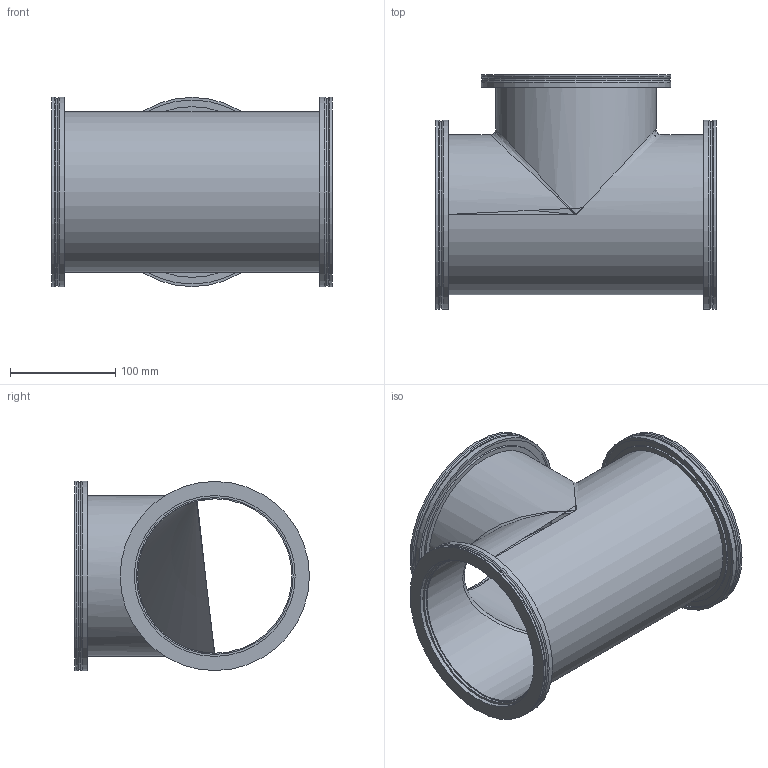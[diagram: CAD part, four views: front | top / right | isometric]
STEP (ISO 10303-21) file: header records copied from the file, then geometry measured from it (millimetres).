
FILE_DESCRIPTION (( 'STEP AP214' ), '1' );
FILE_NAME ('TE1ISOK160 FULLVAC.STEP', '2019-10-16T12:01:22', ( '' ), ( '' ), 'SwSTEP 2.0', 'SolidWorks 2017', '' );
FILE_SCHEMA (( 'AUTOMOTIVE_DESIGN' ));
Length unit declared in the file: millimetre
Products named in the file (3): TE1ISOK160 FULLVAC; 2^TE1ISOK160 FULLVAC; 1^TE1ISOK160 FULLVAC
Assembly tree (4 placements, depth 2):
  TE1ISOK160 FULLVAC
    1^TE1ISOK160 FULLVAC
    2^TE1ISOK160 FULLVAC  x3
Bounding box: 266.6 x 223.3 x 180 mm (x, y, z)
Volume: 603060.2 mm3; surface area: 366081.4 mm2
Topology: 4 solids, 4 shells, 65 faces, 136 edges, 82 vertices
Faces by surface type: cylinder 25, plane 21, torus 12, bspline 4, cone 3
Full cylindrical faces by diameter (mm): 146.86 x2, 149.1 x3, 152.4 x2, 152.9 x3, 153 x3, 162.3 x3, 175 x3, 180 x6
Entity records: 3169 total; most frequent: CARTESIAN_POINT 2246, DIRECTION 112, ORIENTED_EDGE 64, EDGE_LOOP 56, AXIS2_PLACEMENT_3D 56, FACE_OUTER_BOUND 44, UNCERTAINTY_MEASURE_WITH_UNIT 36, SURFACE_SIDE_STYLE 33
